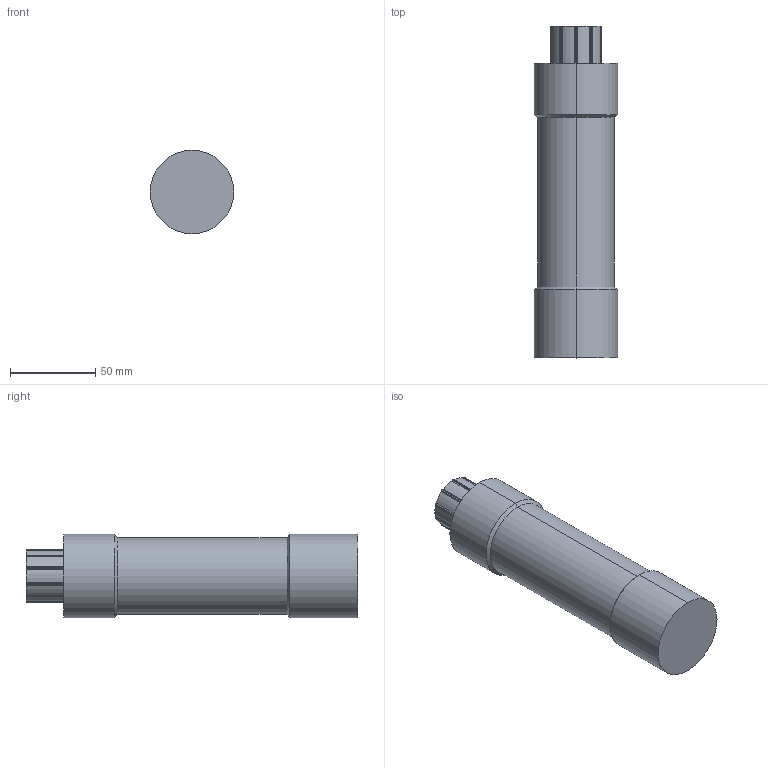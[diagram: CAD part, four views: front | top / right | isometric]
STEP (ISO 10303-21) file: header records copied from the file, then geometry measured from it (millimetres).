
FILE_DESCRIPTION (( 'STEP AP203' ), '1' );
FILE_NAME ('Altimeter_Default_sldprt.STEP', '2020-08-14T00:47:28', ( '' ), ( '' ), 'SwSTEP 2.0', 'SolidWorks 2017', '' );
FILE_SCHEMA (( 'CONFIG_CONTROL_DESIGN' ));
Length unit declared in the file: millimetre
Products named in the file (1): Altimeter_Default_sldprt
Bounding box: 49 x 195 x 49 mm (x, y, z)
Volume: 311965.8 mm3; surface area: 33003.2 mm2
Topology: 2 solids, 2 shells, 57 faces, 151 edges, 98 vertices
Faces by surface type: cylinder 49, plane 4, cone 4
Entity records: 1894 total; most frequent: DIRECTION 365, CARTESIAN_POINT 307, ORIENTED_EDGE 302, AXIS2_PLACEMENT_3D 156, EDGE_CURVE 151, CIRCLE 98, VERTEX_POINT 98, FACE_OUTER_BOUND 57
